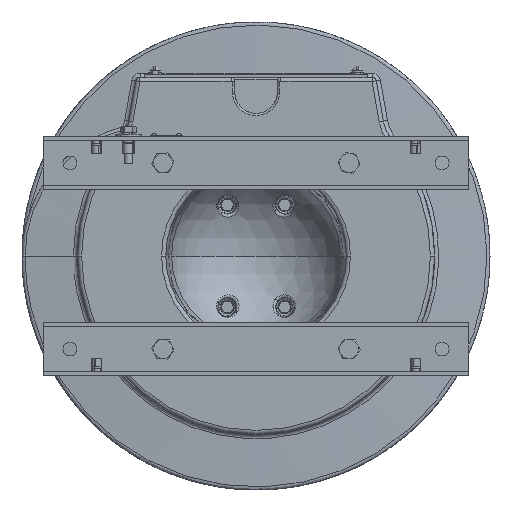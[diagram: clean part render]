
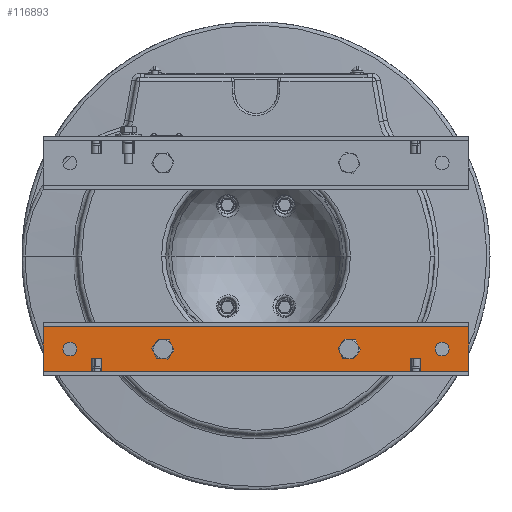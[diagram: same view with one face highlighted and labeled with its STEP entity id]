
A CAD part, front view. The second image highlights one B-rep face of the part: STEP entity #116893.
In plain terms, the highlighted planar face has unit normal (0, -1, 0).
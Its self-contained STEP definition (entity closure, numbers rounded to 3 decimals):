
#1159 = FACE_BOUND ( 'NONE', #77932, .T. ) ;
#1202 = FACE_OUTER_BOUND ( 'NONE', #77948, .T. ) ;
#1209 = FACE_BOUND ( 'NONE', #77945, .T. ) ;
#1216 = FACE_BOUND ( 'NONE', #77946, .T. ) ;
#1222 = FACE_BOUND ( 'NONE', #77947, .T. ) ;
#9286 = AXIS2_PLACEMENT_3D ( 'NONE', #127638, #127691, #127692 ) ;
#15914 = AXIS2_PLACEMENT_3D ( 'NONE', #32634, #32638, #32640 ) ;
#15918 = AXIS2_PLACEMENT_3D ( 'NONE', #32654, #32660, #32662 ) ;
#15922 = AXIS2_PLACEMENT_3D ( 'NONE', #32674, #32680, #32682 ) ;
#15927 = AXIS2_PLACEMENT_3D ( 'NONE', #32693, #32698, #32700 ) ;
#15942 = AXIS2_PLACEMENT_3D ( 'NONE', #32971, #32983, #32985 ) ;
#15955 = AXIS2_PLACEMENT_3D ( 'NONE', #32974, #32978, #32980 ) ;
#15959 = AXIS2_PLACEMENT_3D ( 'NONE', #32976, #32989, #32991 ) ;
#15961 = AXIS2_PLACEMENT_3D ( 'NONE', #32981, #32995, #32997 ) ;
#32634 = CARTESIAN_POINT ( 'NONE',  ( -87.5, -145.5, -87.5 ) ) ;
#32638 = DIRECTION ( 'NONE',  ( 0., 1., 0. ) ) ;
#32640 = DIRECTION ( 'NONE',  ( -1., 0., 0. ) ) ;
#32654 = CARTESIAN_POINT ( 'NONE',  ( 87.5, -145.5, -87.5 ) ) ;
#32660 = DIRECTION ( 'NONE',  ( 0., 1., 0. ) ) ;
#32662 = DIRECTION ( 'NONE',  ( -1., 0., 0. ) ) ;
#32674 = CARTESIAN_POINT ( 'NONE',  ( -175., -145.5, -87.5 ) ) ;
#32680 = DIRECTION ( 'NONE',  ( 0., 1., 0. ) ) ;
#32682 = DIRECTION ( 'NONE',  ( -1., 0., 0. ) ) ;
#32693 = CARTESIAN_POINT ( 'NONE',  ( 175., -145.5, -87.5 ) ) ;
#32698 = DIRECTION ( 'NONE',  ( 0., 1., 0. ) ) ;
#32700 = DIRECTION ( 'NONE',  ( -1., 0., 0. ) ) ;
#32753 = CARTESIAN_POINT ( 'NONE',  ( -200., -145.5, -112.5 ) ) ;
#32775 = DIRECTION ( 'NONE',  ( 0., 0., 1. ) ) ;
#32856 = CARTESIAN_POINT ( 'NONE',  ( 200., -145.5, -112.5 ) ) ;
#32858 = DIRECTION ( 'NONE',  ( 0., 0., 1. ) ) ;
#32877 = CARTESIAN_POINT ( 'NONE',  ( -200., -145.5, -66.5 ) ) ;
#32892 = DIRECTION ( 'NONE',  ( 1., 0., 0. ) ) ;
#32962 = CARTESIAN_POINT ( 'NONE',  ( -200., -145.5, -108.5 ) ) ;
#32964 = DIRECTION ( 'NONE',  ( 1., 0., 0. ) ) ;
#32971 = CARTESIAN_POINT ( 'NONE',  ( -175., -145.5, -87.5 ) ) ;
#32974 = CARTESIAN_POINT ( 'NONE',  ( 175., -145.5, -87.5 ) ) ;
#32976 = CARTESIAN_POINT ( 'NONE',  ( -87.5, -145.5, -87.5 ) ) ;
#32978 = DIRECTION ( 'NONE',  ( 0., 1., 0. ) ) ;
#32980 = DIRECTION ( 'NONE',  ( -1., 0., 0. ) ) ;
#32981 = CARTESIAN_POINT ( 'NONE',  ( 87.5, -145.5, -87.5 ) ) ;
#32983 = DIRECTION ( 'NONE',  ( 0., 1., 0. ) ) ;
#32985 = DIRECTION ( 'NONE',  ( -1., 0., 0. ) ) ;
#32989 = DIRECTION ( 'NONE',  ( 0., 1., 0. ) ) ;
#32991 = DIRECTION ( 'NONE',  ( -1., 0., 0. ) ) ;
#32995 = DIRECTION ( 'NONE',  ( 0., 1., 0. ) ) ;
#32997 = DIRECTION ( 'NONE',  ( -1., 0., 0. ) ) ;
#34426 = CIRCLE ( 'NONE', #15914, 7. ) ;
#34432 = CIRCLE ( 'NONE', #15918, 7. ) ;
#34439 = CIRCLE ( 'NONE', #15922, 6.5 ) ;
#34445 = CIRCLE ( 'NONE', #15927, 6.5 ) ;
#34465 = LINE ( 'NONE', #32753, #34467 ) ;
#34467 = VECTOR ( 'NONE', #32775, 1000. ) ;
#34507 = LINE ( 'NONE', #32856, #34508 ) ;
#34508 = VECTOR ( 'NONE', #32858, 1000. ) ;
#34510 = LINE ( 'NONE', #32877, #34523 ) ;
#34523 = VECTOR ( 'NONE', #32892, 1000. ) ;
#34543 = LINE ( 'NONE', #32962, #34544 ) ;
#34544 = VECTOR ( 'NONE', #32964, 1000. ) ;
#34547 = CIRCLE ( 'NONE', #15955, 6.5 ) ;
#34549 = CIRCLE ( 'NONE', #15942, 6.5 ) ;
#34551 = CIRCLE ( 'NONE', #15959, 7. ) ;
#34553 = CIRCLE ( 'NONE', #15961, 7. ) ;
#43086 = CARTESIAN_POINT ( 'NONE',  ( -80.5, -145.5, -87.5 ) ) ;
#43088 = CARTESIAN_POINT ( 'NONE',  ( -94.5, -145.5, -87.5 ) ) ;
#43093 = CARTESIAN_POINT ( 'NONE',  ( 94.5, -145.5, -87.5 ) ) ;
#43095 = CARTESIAN_POINT ( 'NONE',  ( 80.5, -145.5, -87.5 ) ) ;
#43100 = CARTESIAN_POINT ( 'NONE',  ( -168.5, -145.5, -87.5 ) ) ;
#43102 = CARTESIAN_POINT ( 'NONE',  ( -181.5, -145.5, -87.5 ) ) ;
#43107 = CARTESIAN_POINT ( 'NONE',  ( 181.5, -145.5, -87.5 ) ) ;
#43109 = CARTESIAN_POINT ( 'NONE',  ( 168.5, -145.5, -87.5 ) ) ;
#43128 = CARTESIAN_POINT ( 'NONE',  ( -200., -145.5, -108.5 ) ) ;
#43131 = CARTESIAN_POINT ( 'NONE',  ( -200., -145.5, -66.5 ) ) ;
#43138 = CARTESIAN_POINT ( 'NONE',  ( 200., -145.5, -108.5 ) ) ;
#43155 = CARTESIAN_POINT ( 'NONE',  ( 200., -145.5, -66.5 ) ) ;
#75756 = EDGE_CURVE ( 'NONE', #80650, #80651, #34426, .T. ) ;
#75760 = EDGE_CURVE ( 'NONE', #80654, #80655, #34432, .T. ) ;
#75764 = EDGE_CURVE ( 'NONE', #80658, #80659, #34439, .T. ) ;
#75768 = EDGE_CURVE ( 'NONE', #80662, #80663, #34445, .T. ) ;
#75783 = EDGE_CURVE ( 'NONE', #80674, #80676, #34465, .T. ) ;
#75803 = EDGE_CURVE ( 'NONE', #80680, #80690, #34507, .T. ) ;
#75811 = EDGE_CURVE ( 'NONE', #80676, #80690, #34510, .T. ) ;
#75825 = EDGE_CURVE ( 'NONE', #80674, #80680, #34543, .T. ) ;
#75828 = EDGE_CURVE ( 'NONE', #80663, #80662, #34547, .T. ) ;
#75829 = EDGE_CURVE ( 'NONE', #80659, #80658, #34549, .T. ) ;
#75830 = EDGE_CURVE ( 'NONE', #80651, #80650, #34551, .T. ) ;
#75831 = EDGE_CURVE ( 'NONE', #80655, #80654, #34553, .T. ) ;
#77932 = EDGE_LOOP ( 'NONE', ( #86648, #86649 ) ) ;
#77945 = EDGE_LOOP ( 'NONE', ( #86650, #86651 ) ) ;
#77946 = EDGE_LOOP ( 'NONE', ( #86652, #86653 ) ) ;
#77947 = EDGE_LOOP ( 'NONE', ( #86654, #86655 ) ) ;
#77948 = EDGE_LOOP ( 'NONE', ( #86656, #86657, #86658, #86659 ) ) ;
#80650 = VERTEX_POINT ( 'NONE', #43086 ) ;
#80651 = VERTEX_POINT ( 'NONE', #43088 ) ;
#80654 = VERTEX_POINT ( 'NONE', #43093 ) ;
#80655 = VERTEX_POINT ( 'NONE', #43095 ) ;
#80658 = VERTEX_POINT ( 'NONE', #43100 ) ;
#80659 = VERTEX_POINT ( 'NONE', #43102 ) ;
#80662 = VERTEX_POINT ( 'NONE', #43107 ) ;
#80663 = VERTEX_POINT ( 'NONE', #43109 ) ;
#80674 = VERTEX_POINT ( 'NONE', #43128 ) ;
#80676 = VERTEX_POINT ( 'NONE', #43131 ) ;
#80680 = VERTEX_POINT ( 'NONE', #43138 ) ;
#80690 = VERTEX_POINT ( 'NONE', #43155 ) ;
#86648 = ORIENTED_EDGE ( 'NONE', *, *, #75830, .T. ) ;
#86649 = ORIENTED_EDGE ( 'NONE', *, *, #75756, .T. ) ;
#86650 = ORIENTED_EDGE ( 'NONE', *, *, #75831, .T. ) ;
#86651 = ORIENTED_EDGE ( 'NONE', *, *, #75760, .T. ) ;
#86652 = ORIENTED_EDGE ( 'NONE', *, *, #75829, .T. ) ;
#86653 = ORIENTED_EDGE ( 'NONE', *, *, #75764, .T. ) ;
#86654 = ORIENTED_EDGE ( 'NONE', *, *, #75828, .T. ) ;
#86655 = ORIENTED_EDGE ( 'NONE', *, *, #75768, .T. ) ;
#86656 = ORIENTED_EDGE ( 'NONE', *, *, #75803, .T. ) ;
#86657 = ORIENTED_EDGE ( 'NONE', *, *, #75811, .F. ) ;
#86658 = ORIENTED_EDGE ( 'NONE', *, *, #75783, .F. ) ;
#86659 = ORIENTED_EDGE ( 'NONE', *, *, #75825, .T. ) ;
#116893 = ADVANCED_FACE ( 'NONE', ( #1159, #1209, #1216, #1222, #1202 ), #127663, .F. ) ;
#127638 = CARTESIAN_POINT ( 'NONE',  ( -200., -145.5, -112.5 ) ) ;
#127663 = PLANE ( 'NONE',  #9286 ) ;
#127691 = DIRECTION ( 'NONE',  ( 0., 1., 0. ) ) ;
#127692 = DIRECTION ( 'NONE',  ( -1., 0., 0. ) ) ;
